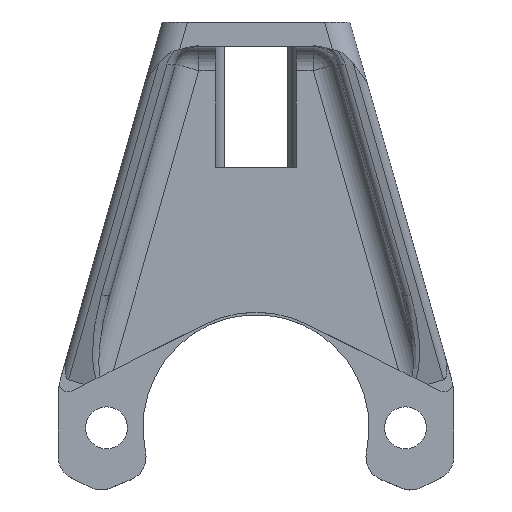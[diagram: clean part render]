
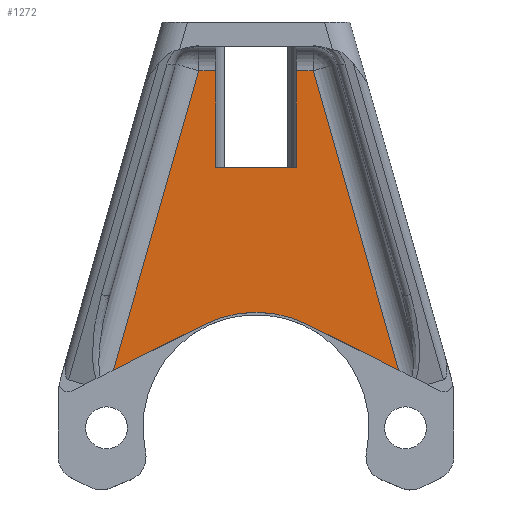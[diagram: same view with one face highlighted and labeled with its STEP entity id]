
A CAD part, top view. The second image highlights one B-rep face of the part: STEP entity #1272.
In plain terms, the highlighted planar face has unit normal (0, 0, 1).
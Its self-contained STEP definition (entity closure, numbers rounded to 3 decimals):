
#31=PLANE('',#1390);
#80=LINE('',#2139,#196);
#111=LINE('',#2247,#227);
#112=LINE('',#2250,#228);
#113=LINE('',#2254,#229);
#114=LINE('',#2256,#230);
#115=LINE('',#2258,#231);
#116=LINE('',#2260,#232);
#117=LINE('',#2261,#233);
#118=LINE('',#2264,#234);
#196=VECTOR('',#1545,10.);
#227=VECTOR('',#1642,10.);
#228=VECTOR('',#1645,10.);
#229=VECTOR('',#1650,10.);
#230=VECTOR('',#1651,10.);
#231=VECTOR('',#1652,10.);
#232=VECTOR('',#1653,10.);
#233=VECTOR('',#1654,10.);
#234=VECTOR('',#1657,10.);
#342=FACE_OUTER_BOUND('',#410,.T.);
#410=EDGE_LOOP('',(#1013,#1014,#1015,#1016,#1017,#1018,#1019,#1020,#1021,
#1022));
#479=CIRCLE('',#1391,14.3);
#579=VERTEX_POINT('',#2136);
#580=VERTEX_POINT('',#2138);
#615=VERTEX_POINT('',#2241);
#616=VERTEX_POINT('',#2245);
#617=VERTEX_POINT('',#2249);
#618=VERTEX_POINT('',#2253);
#619=VERTEX_POINT('',#2255);
#620=VERTEX_POINT('',#2257);
#621=VERTEX_POINT('',#2259);
#622=VERTEX_POINT('',#2262);
#716=EDGE_CURVE('',#580,#579,#80,.T.);
#767=EDGE_CURVE('',#616,#615,#111,.T.);
#768=EDGE_CURVE('',#615,#617,#112,.T.);
#770=EDGE_CURVE('',#616,#618,#113,.T.);
#771=EDGE_CURVE('',#618,#619,#114,.T.);
#772=EDGE_CURVE('',#619,#620,#115,.T.);
#773=EDGE_CURVE('',#621,#620,#116,.T.);
#774=EDGE_CURVE('',#580,#621,#117,.T.);
#775=EDGE_CURVE('',#579,#622,#479,.T.);
#776=EDGE_CURVE('',#622,#617,#118,.T.);
#1013=ORIENTED_EDGE('',*,*,#768,.F.);
#1014=ORIENTED_EDGE('',*,*,#767,.F.);
#1015=ORIENTED_EDGE('',*,*,#770,.T.);
#1016=ORIENTED_EDGE('',*,*,#771,.T.);
#1017=ORIENTED_EDGE('',*,*,#772,.T.);
#1018=ORIENTED_EDGE('',*,*,#773,.F.);
#1019=ORIENTED_EDGE('',*,*,#774,.F.);
#1020=ORIENTED_EDGE('',*,*,#716,.T.);
#1021=ORIENTED_EDGE('',*,*,#775,.T.);
#1022=ORIENTED_EDGE('',*,*,#776,.T.);
#1272=ADVANCED_FACE('',(#342),#31,.F.);
#1390=AXIS2_PLACEMENT_3D('',#2252,#1648,#1649);
#1391=AXIS2_PLACEMENT_3D('',#2263,#1655,#1656);
#1545=DIRECTION('',(0.894,0.449,0.));
#1642=DIRECTION('',(1.,0.,0.));
#1645=DIRECTION('',(0.274,-0.962,0.));
#1648=DIRECTION('center_axis',(0.,0.,
-1.));
#1649=DIRECTION('ref_axis',(-1.,0.,0.));
#1650=DIRECTION('',(0.,-1.,0.));
#1651=DIRECTION('',(-1.,0.,0.));
#1652=DIRECTION('',(0.,1.,0.));
#1653=DIRECTION('',(1.,0.,0.));
#1654=DIRECTION('',(0.274,0.962,0.));
#1655=DIRECTION('center_axis',(0.,0.,
-1.));
#1656=DIRECTION('ref_axis',(-0.449,0.894,0.));
#1657=DIRECTION('',(0.894,-0.449,0.));
#2136=CARTESIAN_POINT('',(-6.416,263.08,-54.5));
#2138=CARTESIAN_POINT('',(-17.65,257.44,-54.5));
#2139=CARTESIAN_POINT('',(-10.838,260.86,-54.5));
#2241=CARTESIAN_POINT('',(7.081,294.5,-54.5));
#2245=CARTESIAN_POINT('',(5.,294.5,-54.5));
#2247=CARTESIAN_POINT('',(0.,294.5,-54.5));
#2249=CARTESIAN_POINT('',(17.65,257.44,-54.5));
#2250=CARTESIAN_POINT('',(13.208,273.017,-54.5));
#2252=CARTESIAN_POINT('Origin',(0.,265.096,
-54.5));
#2253=CARTESIAN_POINT('',(5.,282.5,-54.5));
#2254=CARTESIAN_POINT('',(5.,281.298,-54.5));
#2255=CARTESIAN_POINT('',(-5.,282.5,-54.5));
#2256=CARTESIAN_POINT('',(0.,282.5,-54.5));
#2257=CARTESIAN_POINT('',(-5.,294.5,-54.5));
#2258=CARTESIAN_POINT('',(-5.,281.298,-54.5));
#2259=CARTESIAN_POINT('',(-7.081,294.5,-54.5));
#2260=CARTESIAN_POINT('',(0.,294.5,-54.5));
#2261=CARTESIAN_POINT('',(-13.208,273.017,-54.5));
#2262=CARTESIAN_POINT('',(6.416,263.08,-54.5));
#2263=CARTESIAN_POINT('Origin',(0.,250.3,-54.5));
#2264=CARTESIAN_POINT('',(3.449,264.569,-54.5));
